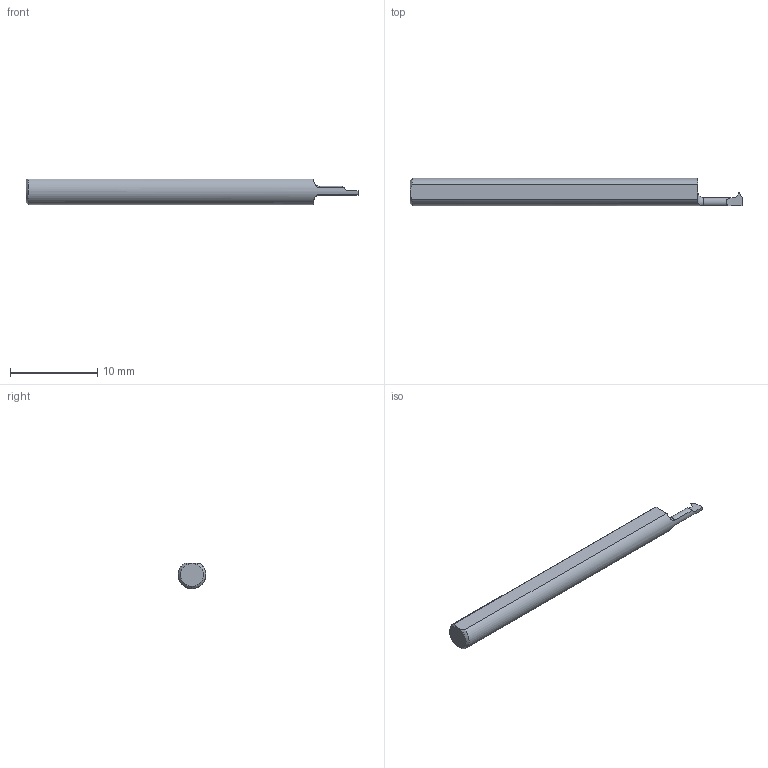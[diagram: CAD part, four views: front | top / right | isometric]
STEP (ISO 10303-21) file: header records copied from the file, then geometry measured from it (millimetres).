
FILE_DESCRIPTION (( 'STEP AP203' ), '1' );
FILE_NAME ('230019-TT060150.STEP', '2025-04-25T21:47:16', ( '' ), ( '' ), 'SwSTEP 2.0', 'SolidWorks 2024', '' );
FILE_SCHEMA (( 'CONFIG_CONTROL_DESIGN' ));
Length unit declared in the file: inch
Products named in the file (1): 230019-TT060150
Bounding box: 38.1 x 3.17 x 2.91 mm (x, y, z)
Volume: 253.9 mm3; surface area: 354.5 mm2
Topology: 1 solids, 1 shells, 21 faces, 52 edges, 33 vertices
Faces by surface type: plane 16, cone 2, cylinder 2, torus 1
Entity records: 711 total; most frequent: CARTESIAN_POINT 143, ORIENTED_EDGE 104, DIRECTION 98, EDGE_CURVE 52, LINE 34, VECTOR 34, VERTEX_POINT 33, AXIS2_PLACEMENT_3D 32
